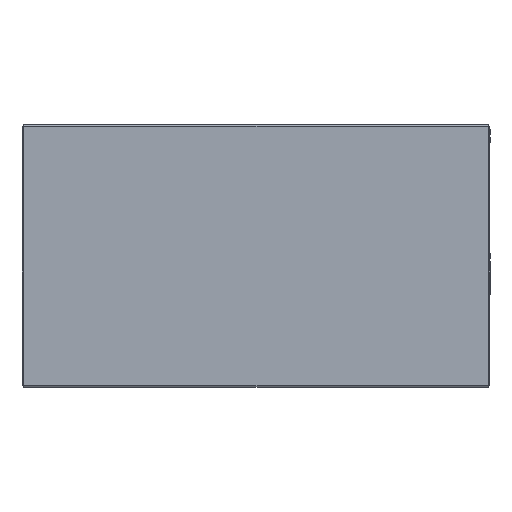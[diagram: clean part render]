
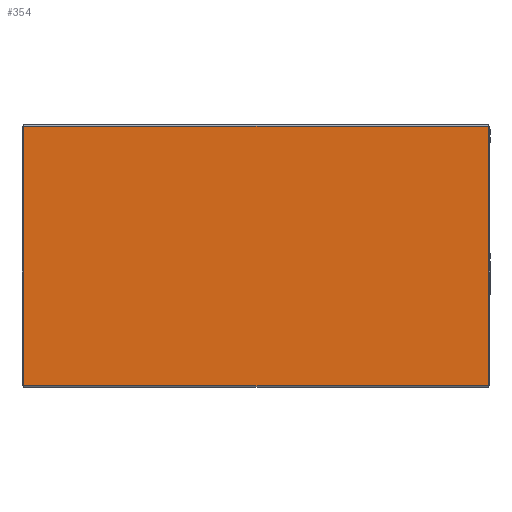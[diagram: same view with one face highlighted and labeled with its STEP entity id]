
A CAD part, top view. The second image highlights one B-rep face of the part: STEP entity #354.
In plain terms, the highlighted planar face has unit normal (0, 0, 1).
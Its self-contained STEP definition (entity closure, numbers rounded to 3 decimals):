
#110 = DIRECTION ( 'NONE',  ( 0., -1., 0. ) ) ;
#147 = DIRECTION ( 'NONE',  ( 0., 0., 1. ) ) ;
#157 = VECTOR ( 'NONE', #2033, 1000. ) ;
#207 = DIRECTION ( 'NONE',  ( -1., 0., 0. ) ) ;
#213 = VERTEX_POINT ( 'NONE', #1892 ) ;
#265 = CARTESIAN_POINT ( 'NONE',  ( 350.5, 195.5, 0. ) ) ;
#276 = EDGE_LOOP ( 'NONE', ( #1420, #1859, #1975, #1296 ) ) ;
#354 = ADVANCED_FACE ( 'NONE', ( #1194 ), #1967, .T. ) ;
#388 = CARTESIAN_POINT ( 'NONE',  ( 350.5, -195.5, 0. ) ) ;
#465 = VERTEX_POINT ( 'NONE', #1083 ) ;
#558 = LINE ( 'NONE', #388, #157 ) ;
#859 = CARTESIAN_POINT ( 'NONE',  ( 350.5, 195.5, 0. ) ) ;
#867 = VECTOR ( 'NONE', #207, 1000. ) ;
#873 = LINE ( 'NONE', #1455, #1470 ) ;
#973 = CARTESIAN_POINT ( 'NONE',  ( 0., 0., 0. ) ) ;
#1009 = LINE ( 'NONE', #1932, #1684 ) ;
#1040 = VERTEX_POINT ( 'NONE', #1798 ) ;
#1083 = CARTESIAN_POINT ( 'NONE',  ( 350.5, -195.5, 0. ) ) ;
#1194 = FACE_OUTER_BOUND ( 'NONE', #276, .T. ) ;
#1240 = EDGE_CURVE ( 'NONE', #2138, #1040, #2067, .T. ) ;
#1279 = DIRECTION ( 'NONE',  ( 1., 0., 0. ) ) ;
#1296 = ORIENTED_EDGE ( 'NONE', *, *, #1240, .T. ) ;
#1420 = ORIENTED_EDGE ( 'NONE', *, *, #1487, .T. ) ;
#1455 = CARTESIAN_POINT ( 'NONE',  ( 350.5, -195.5, 0. ) ) ;
#1470 = VECTOR ( 'NONE', #1279, 1000. ) ;
#1487 = EDGE_CURVE ( 'NONE', #1040, #213, #1009, .T. ) ;
#1494 = DIRECTION ( 'NONE',  ( 1., 0., 0. ) ) ;
#1501 = EDGE_CURVE ( 'NONE', #213, #465, #873, .T. ) ;
#1684 = VECTOR ( 'NONE', #110, 1000. ) ;
#1798 = CARTESIAN_POINT ( 'NONE',  ( -350.5, 195.5, 0. ) ) ;
#1859 = ORIENTED_EDGE ( 'NONE', *, *, #1501, .T. ) ;
#1892 = CARTESIAN_POINT ( 'NONE',  ( -350.5, -195.5, 0. ) ) ;
#1932 = CARTESIAN_POINT ( 'NONE',  ( -350.5, -195.5, 0. ) ) ;
#1967 = PLANE ( 'NONE',  #2133 ) ;
#1975 = ORIENTED_EDGE ( 'NONE', *, *, #2079, .T. ) ;
#2033 = DIRECTION ( 'NONE',  ( 0., 1., 0. ) ) ;
#2067 = LINE ( 'NONE', #859, #867 ) ;
#2079 = EDGE_CURVE ( 'NONE', #465, #2138, #558, .T. ) ;
#2133 = AXIS2_PLACEMENT_3D ( 'NONE', #973, #147, #1494 ) ;
#2138 = VERTEX_POINT ( 'NONE', #265 ) ;
